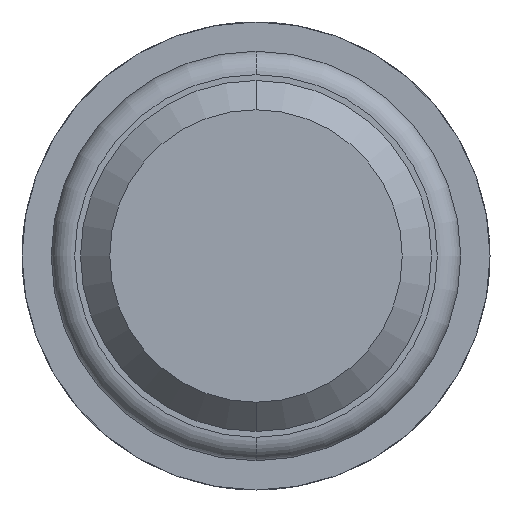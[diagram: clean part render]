
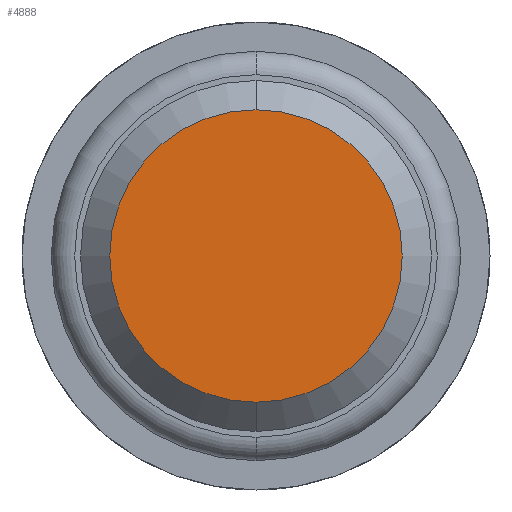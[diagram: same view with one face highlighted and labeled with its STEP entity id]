
A CAD part, front view. The second image highlights one B-rep face of the part: STEP entity #4888.
In plain terms, the highlighted planar face has unit normal (0, -1, 0).
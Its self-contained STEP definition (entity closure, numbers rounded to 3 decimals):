
#559 = AXIS2_PLACEMENT_3D ( 'NONE', #4795, #5307, #5397 ) ;
#1018 = CARTESIAN_POINT ( 'NONE',  ( 0., -34.6, 0. ) ) ;
#1372 = EDGE_CURVE ( 'Defeature ausgef�hrt3_4+Defeature ausgef�hrt3_3+Defeature ausgef�hrt3_3+Defeature ausgef�hrt3_3', #2577, #3811, #1783, .T. ) ;
#1537 = ORIENTED_EDGE ( 'NONE', *, *, #1372, .T. ) ;
#1783 = CIRCLE ( 'NONE', #559, 1.25 ) ;
#1975 = PLANE ( 'NONE',  #4654 ) ;
#2081 = CARTESIAN_POINT ( 'NONE',  ( 0., -34.6, -1.25 ) ) ;
#2225 = AXIS2_PLACEMENT_3D ( 'NONE', #1018, #3596, #4700 ) ;
#2316 = CARTESIAN_POINT ( 'NONE',  ( 0., -34.6, 1.25 ) ) ;
#2522 = DIRECTION ( 'NONE',  ( 0., 1., 0. ) ) ;
#2577 = VERTEX_POINT ( 'NONE', #2316 ) ;
#2604 = ORIENTED_EDGE ( 'NONE', *, *, #6247, .T. ) ;
#3596 = DIRECTION ( 'NONE',  ( 0., -1., 0. ) ) ;
#3811 = VERTEX_POINT ( 'NONE', #2081 ) ;
#4645 = EDGE_LOOP ( 'NONE', ( #1537, #2604 ) ) ;
#4654 = AXIS2_PLACEMENT_3D ( 'NONE', #5679, #2522, #6193 ) ;
#4700 = DIRECTION ( 'NONE',  ( 0., 0., 1. ) ) ;
#4795 = CARTESIAN_POINT ( 'NONE',  ( 0., -34.6, 0. ) ) ;
#4888 = ADVANCED_FACE ( 'Defeature ausgef�hrt3_4', ( #5166 ), #1975, .F. ) ;
#5166 = FACE_OUTER_BOUND ( 'NONE', #4645, .T. ) ;
#5307 = DIRECTION ( 'NONE',  ( 0., -1., 0. ) ) ;
#5316 = CIRCLE ( 'NONE', #2225, 1.25 ) ;
#5397 = DIRECTION ( 'NONE',  ( 0., 0., 1. ) ) ;
#5679 = CARTESIAN_POINT ( 'NONE',  ( 0., -34.6, 0. ) ) ;
#6193 = DIRECTION ( 'NONE',  ( 0., 0., 1. ) ) ;
#6247 = EDGE_CURVE ( 'Defeature ausgef�hrt3_4+Defeature ausgef�hrt3_3+Defeature ausgef�hrt3_3+Defeature ausgef�hrt3_3', #3811, #2577, #5316, .T. ) ;
